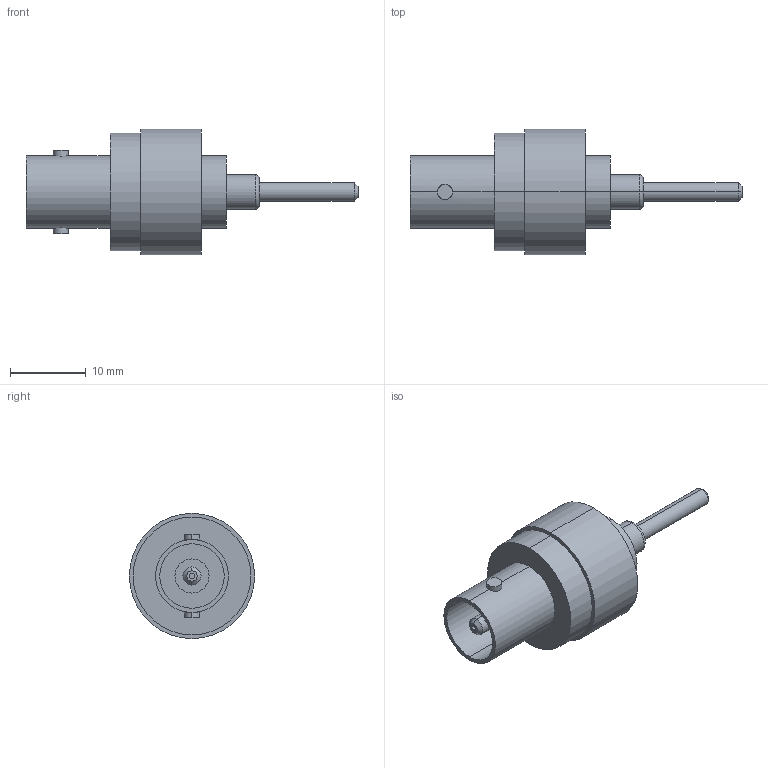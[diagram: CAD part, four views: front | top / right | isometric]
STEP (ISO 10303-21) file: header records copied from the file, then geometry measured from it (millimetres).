
FILE_DESCRIPTION (( 'STEP AP214' ), '1' );
FILE_NAME ('242-BNCF50.STEP', '2015-07-21T13:47:56', ( 'allectra' ), ( 'Microsoft' ), 'SwSTEP 2.0', 'SolidWorks 2014', '' );
FILE_SCHEMA (( 'AUTOMOTIVE_DESIGN' ));
Length unit declared in the file: millimetre
Products named in the file (1): 242-BNCF50
Bounding box: 43.75 x 16.5 x 16.5 mm (x, y, z)
Volume: 2057.7 mm3; surface area: 2836.9 mm2
Topology: 1 solids, 1 shells, 49 faces, 98 edges, 62 vertices
Faces by surface type: cylinder 28, plane 15, cone 4, torus 2
Entity records: 1474 total; most frequent: CARTESIAN_POINT 278, DIRECTION 254, ORIENTED_EDGE 196, AXIS2_PLACEMENT_3D 110, EDGE_CURVE 98, VERTEX_POINT 62, CIRCLE 60, EDGE_LOOP 60
